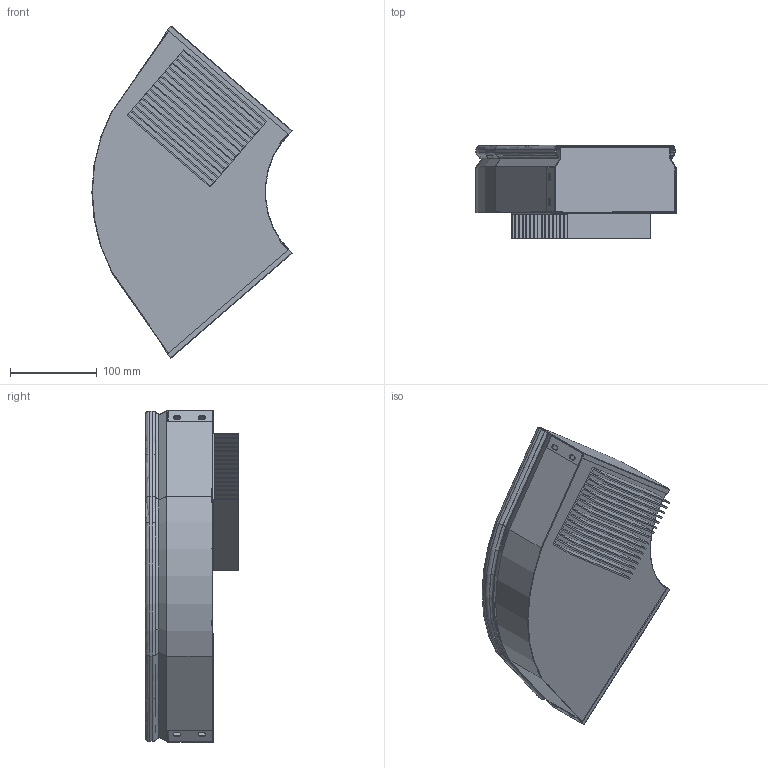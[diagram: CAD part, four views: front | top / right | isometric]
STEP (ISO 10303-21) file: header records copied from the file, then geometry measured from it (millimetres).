
FILE_DESCRIPTION(/* description */ (''),/* implementation_level */ '2;1');
FILE_NAME(/* name */ 'Canalina in acciaio - Esercitazione sistemi v18.step',/* time_stamp */ '2024-05-31T00:38:47+02:00',/* author */ (''),/* organization */ (''),/* preprocessor_version */ 'ST-DEVELOPER v20',/* originating_system */ 'Autodesk Translation Framework v12.20.1.177',/* authorisation */ '');
FILE_SCHEMA (('AUTOMOTIVE_DESIGN { 1 0 10303 214 3 1 1 }'));
Length unit declared in the file: millimetre
Products named in the file (2): Canalina in acciaio - Esercitazione sistemi; Ventola
Assembly tree (1 placements, depth 2):
  Canalina in acciaio - Esercitazione sistemi
    Ventola
Bounding box: 230.49 x 107.25 x 382.3 mm (x, y, z)
Volume: 431202.2 mm3; surface area: 685230.3 mm2
Topology: 8 solids, 8 shells, 725 faces, 2108 edges, 1389 vertices
Faces by surface type: plane 579, cylinder 101, bspline 22, torus 19, cone 4
Full cylindrical faces by diameter (mm): 4.3 x8, 39 x1, 78 x1, 80 x1
Entity records: 25383 total; most frequent: CARTESIAN_POINT 6019, ORIENTED_EDGE 4216, DIRECTION 3710, EDGE_CURVE 2108, LINE 1746, VECTOR 1746, VERTEX_POINT 1389, AXIS2_PLACEMENT_3D 982
